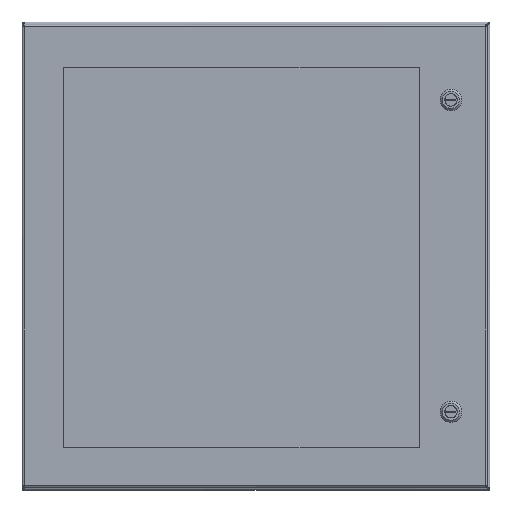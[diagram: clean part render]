
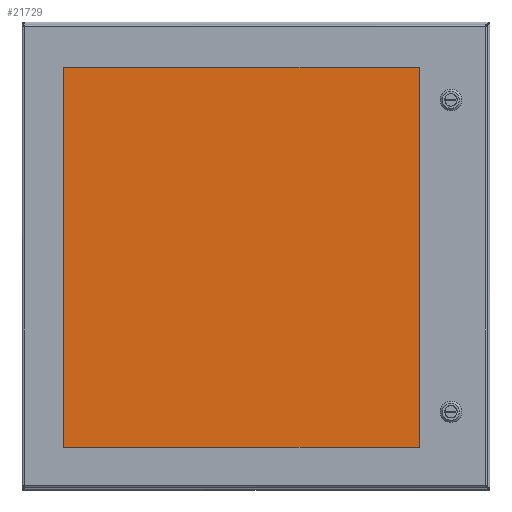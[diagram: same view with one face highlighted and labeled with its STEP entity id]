
A CAD part, top view. The second image highlights one B-rep face of the part: STEP entity #21729.
In plain terms, the highlighted planar face has unit normal (0, 0, 1).
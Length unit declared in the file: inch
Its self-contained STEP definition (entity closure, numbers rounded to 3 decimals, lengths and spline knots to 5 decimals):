
#21587=CARTESIAN_POINT('',(0.0,0.0,0.25));
#21588=VERTEX_POINT('',#21587);
#21589=CARTESIAN_POINT('',(0.,20.5,0.25));
#21590=VERTEX_POINT('',#21589);
#21591=CARTESIAN_POINT('',(0.,0.0,0.25));
#21592=DIRECTION('',(0.0,1.0,0.0));
#21593=VECTOR('',#21592,20.5);
#21594=LINE('',#21591,#21593);
#21595=EDGE_CURVE('',#21588,#21590,#21594,.T.);
#21627=CARTESIAN_POINT('',(19.25,20.5,0.25));
#21628=VERTEX_POINT('',#21627);
#21629=CARTESIAN_POINT('',(0.,20.5,0.25));
#21630=DIRECTION('',(1.0,0.0,0.0));
#21631=VECTOR('',#21630,19.25);
#21632=LINE('',#21629,#21631);
#21633=EDGE_CURVE('',#21590,#21628,#21632,.T.);
#21658=CARTESIAN_POINT('',(19.25,0.,0.25));
#21659=VERTEX_POINT('',#21658);
#21660=CARTESIAN_POINT('',(19.25,20.5,0.25));
#21661=DIRECTION('',(0.0,-1.0,0.0));
#21662=VECTOR('',#21661,20.5);
#21663=LINE('',#21660,#21662);
#21664=EDGE_CURVE('',#21628,#21659,#21663,.T.);
#21689=CARTESIAN_POINT('',(19.25,0.,0.25));
#21690=DIRECTION('',(-1.0,0.0,0.0));
#21691=VECTOR('',#21690,19.25);
#21692=LINE('',#21689,#21691);
#21693=EDGE_CURVE('',#21659,#21588,#21692,.T.);
#21718=CARTESIAN_POINT('',(9.625,10.25,0.25));
#21719=DIRECTION('',(0.0,0.0,1.0));
#21720=DIRECTION('',(1.0,0.0,0.0));
#21721=AXIS2_PLACEMENT_3D('',#21718,#21719,#21720);
#21722=PLANE('',#21721);
#21723=ORIENTED_EDGE('',*,*,#21595,.F.);
#21724=ORIENTED_EDGE('',*,*,#21693,.F.);
#21725=ORIENTED_EDGE('',*,*,#21664,.F.);
#21726=ORIENTED_EDGE('',*,*,#21633,.F.);
#21727=EDGE_LOOP('',(#21723,#21724,#21725,#21726));
#21728=FACE_OUTER_BOUND('',#21727,.T.);
#21729=ADVANCED_FACE('',(#21728),#21722,.T.);
